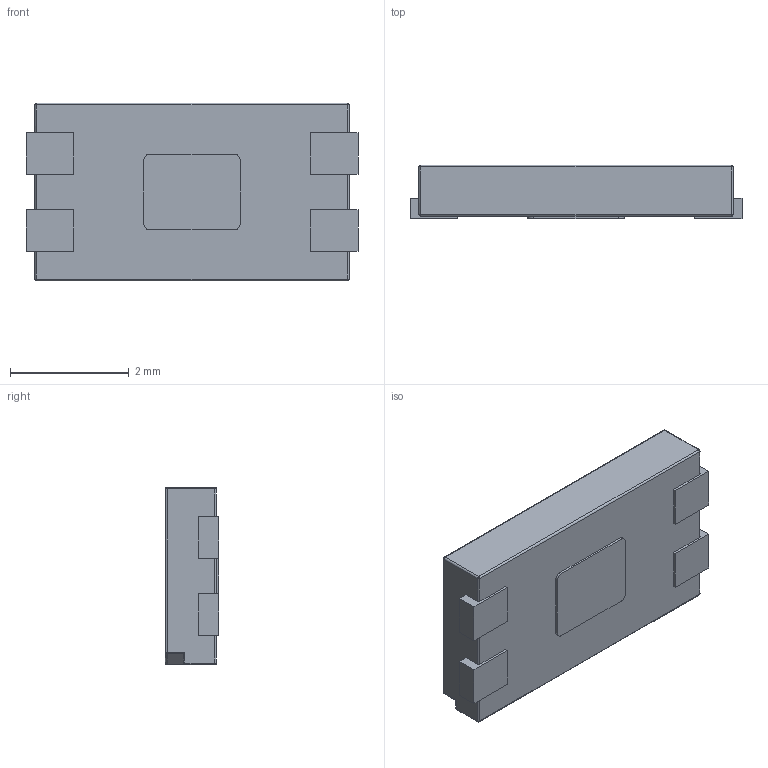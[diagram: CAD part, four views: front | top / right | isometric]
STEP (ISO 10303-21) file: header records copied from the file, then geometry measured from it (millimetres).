
FILE_DESCRIPTION (( 'STEP AP214' ), '1' );
FILE_NAME ('User Library-LED_5630.STEP', '2015-06-17T19:29:18', ( 'Windows User' ), ( '' ), 'SwSTEP 2.0', 'SolidWorks 2015', '' );
FILE_SCHEMA (( 'AUTOMOTIVE_DESIGN' ));
Length unit declared in the file: millimetre
Products named in the file (1): User Library-LED_5630
Bounding box: 5.6 x 0.9 x 3 mm (x, y, z)
Volume: 12.3 mm3; surface area: 48.5 mm2
Topology: 1 solids, 1 shells, 98 faces, 272 edges, 155 vertices
Faces by surface type: plane 38, cylinder 33, bspline 27
Entity records: 4436 total; most frequent: CARTESIAN_POINT 1056, ORIENTED_EDGE 498, DIRECTION 447, EDGE_CURVE 249, VERTEX_POINT 155, AXIS2_PLACEMENT_3D 154, LINE 139, VECTOR 139
